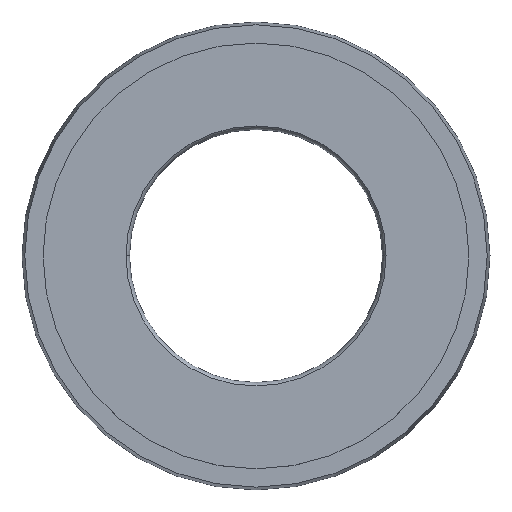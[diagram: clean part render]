
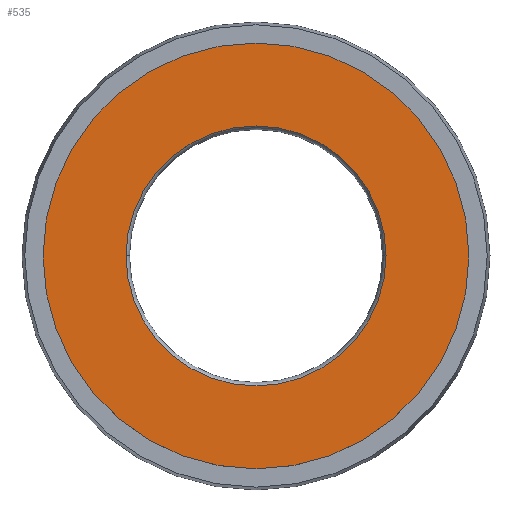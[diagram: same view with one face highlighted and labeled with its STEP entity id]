
A CAD part, top view. The second image highlights one B-rep face of the part: STEP entity #535.
In plain terms, the highlighted planar face has unit normal (0, 0, 1).
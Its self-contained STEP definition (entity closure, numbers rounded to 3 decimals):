
#4 = CARTESIAN_POINT ( 'NONE',  ( 0., 0., 0. ) ) ;
#15 = AXIS2_PLACEMENT_3D ( 'NONE', #323, #513, #616 ) ;
#26 = CIRCLE ( 'NONE', #165, 9.25 ) ;
#28 = EDGE_LOOP ( 'NONE', ( #118, #63 ) ) ;
#31 = DIRECTION ( 'NONE',  ( 0., 0., 1. ) ) ;
#32 = EDGE_CURVE ( 'NONE', #419, #455, #278, .T. ) ;
#63 = ORIENTED_EDGE ( 'NONE', *, *, #176, .F. ) ;
#73 = CARTESIAN_POINT ( 'NONE',  ( 9.25, 0., 0. ) ) ;
#86 = CIRCLE ( 'NONE', #113, 9.25 ) ;
#89 = DIRECTION ( 'NONE',  ( 0., 0., -1. ) ) ;
#107 = DIRECTION ( 'NONE',  ( 0., 0., 1. ) ) ;
#113 = AXIS2_PLACEMENT_3D ( 'NONE', #294, #31, #234 ) ;
#118 = ORIENTED_EDGE ( 'NONE', *, *, #457, .F. ) ;
#132 = PLANE ( 'NONE',  #208 ) ;
#165 = AXIS2_PLACEMENT_3D ( 'NONE', #4, #107, #552 ) ;
#176 = EDGE_CURVE ( 'NONE', #574, #258, #26, .T. ) ;
#177 = CARTESIAN_POINT ( 'NONE',  ( 15.15, 0., 0. ) ) ;
#208 = AXIS2_PLACEMENT_3D ( 'NONE', #245, #89, #495 ) ;
#234 = DIRECTION ( 'NONE',  ( 1., 0., 0. ) ) ;
#242 = CARTESIAN_POINT ( 'NONE',  ( -15.15, 0., 0. ) ) ;
#245 = CARTESIAN_POINT ( 'NONE',  ( 0., 0., 0. ) ) ;
#247 = FACE_BOUND ( 'NONE', #28, .T. ) ;
#254 = CARTESIAN_POINT ( 'NONE',  ( 0., 0., 0. ) ) ;
#258 = VERTEX_POINT ( 'NONE', #73 ) ;
#260 = EDGE_CURVE ( 'NONE', #455, #419, #477, .T. ) ;
#278 = CIRCLE ( 'NONE', #566, 15.15 ) ;
#294 = CARTESIAN_POINT ( 'NONE',  ( 0., 0., 0. ) ) ;
#323 = CARTESIAN_POINT ( 'NONE',  ( 0., 0., 0. ) ) ;
#361 = CARTESIAN_POINT ( 'NONE',  ( -9.25, 0., 0. ) ) ;
#385 = ORIENTED_EDGE ( 'NONE', *, *, #260, .T. ) ;
#408 = ORIENTED_EDGE ( 'NONE', *, *, #32, .T. ) ;
#419 = VERTEX_POINT ( 'NONE', #242 ) ;
#455 = VERTEX_POINT ( 'NONE', #177 ) ;
#457 = EDGE_CURVE ( 'NONE', #258, #574, #86, .T. ) ;
#470 = EDGE_LOOP ( 'NONE', ( #385, #408 ) ) ;
#477 = CIRCLE ( 'NONE', #15, 15.15 ) ;
#495 = DIRECTION ( 'NONE',  ( -1., 0., 0. ) ) ;
#513 = DIRECTION ( 'NONE',  ( 0., 0., 1. ) ) ;
#535 = ADVANCED_FACE ( 'NONE', ( #247, #555 ), #132, .F. ) ;
#543 = DIRECTION ( 'NONE',  ( 1., 0., 0. ) ) ;
#552 = DIRECTION ( 'NONE',  ( 1., 0., 0. ) ) ;
#555 = FACE_OUTER_BOUND ( 'NONE', #470, .T. ) ;
#566 = AXIS2_PLACEMENT_3D ( 'NONE', #254, #583, #543 ) ;
#574 = VERTEX_POINT ( 'NONE', #361 ) ;
#583 = DIRECTION ( 'NONE',  ( 0., 0., 1. ) ) ;
#616 = DIRECTION ( 'NONE',  ( 1., 0., 0. ) ) ;
